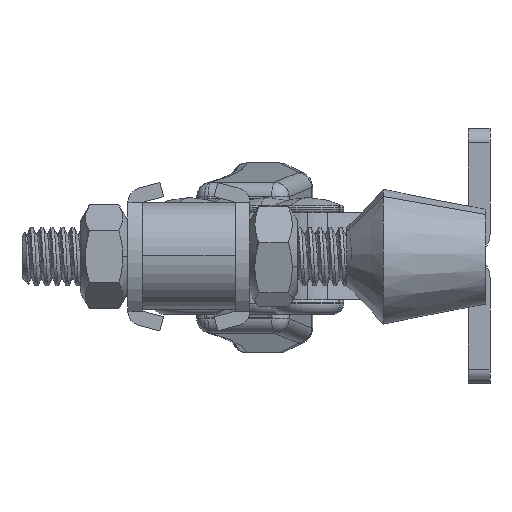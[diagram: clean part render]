
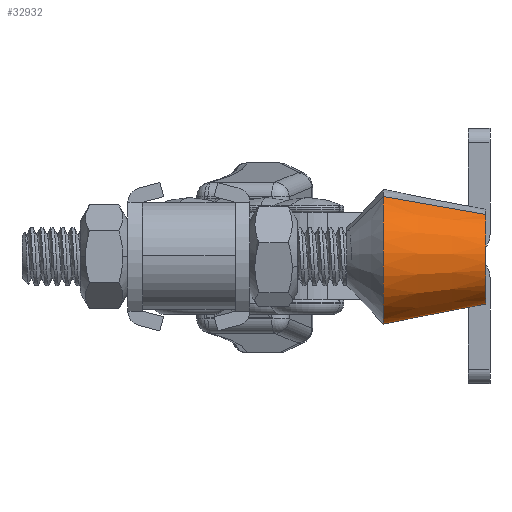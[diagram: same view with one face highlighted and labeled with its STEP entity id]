
A CAD part, left-side view. The second image highlights one B-rep face of the part: STEP entity #32932.
In plain terms, the highlighted conical face has half-angle 11.113 degrees and reference radius 9.25 mm.
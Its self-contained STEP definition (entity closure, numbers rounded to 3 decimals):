
#10740 = CARTESIAN_POINT ( 'NONE',  ( 0., 9.25, 5.5 ) ) ;
#10741 = DIRECTION ( 'NONE',  ( 0., 0.193, 0.981 ) ) ;
#10742 = VECTOR ( 'NONE', #10741, 1000. ) ;
#10743 = CARTESIAN_POINT ( 'NONE',  ( 0., 9.25, 5.5 ) ) ;
#10744 = LINE ( 'NONE', #10743, #10742 ) ;
#10746 = CARTESIAN_POINT ( 'NONE',  ( 0., 6.5, -8.5 ) ) ;
#10977 = CARTESIAN_POINT ( 'NONE',  ( 0., -6.5, -8.5 ) ) ;
#11227 = DIRECTION ( 'NONE',  ( 0., -0.193, 0.981 ) ) ;
#11228 = VECTOR ( 'NONE', #11227, 1000. ) ;
#11229 = CARTESIAN_POINT ( 'NONE',  ( 0., -9.25, 5.5 ) ) ;
#11230 = LINE ( 'NONE', #11229, #11228 ) ;
#11231 = CARTESIAN_POINT ( 'NONE',  ( 0., -9.25, 5.5 ) ) ;
#11728 = DIRECTION ( 'NONE',  ( 0., -1., 0. ) ) ;
#11730 = DIRECTION ( 'NONE',  ( 0., 0., 1. ) ) ;
#11733 = AXIS2_PLACEMENT_3D ( 'NONE', #11745, #11730, #11728 ) ;
#11735 = CIRCLE ( 'NONE', #11733, 6.5 ) ;
#11738 = DIRECTION ( 'NONE',  ( 0., -1., 0. ) ) ;
#11739 = DIRECTION ( 'NONE',  ( 0., 0., 1. ) ) ;
#11741 = CARTESIAN_POINT ( 'NONE',  ( 0., 0., 5.5 ) ) ;
#11742 = AXIS2_PLACEMENT_3D ( 'NONE', #11741, #11739, #11738 ) ;
#11745 = CARTESIAN_POINT ( 'NONE',  ( 0., 0., -8.5 ) ) ;
#11747 = CONICAL_SURFACE ( 'NONE', #11742, 9.25, 0.194 ) ;
#11748 = FACE_OUTER_BOUND ( 'NONE', #32933, .T. ) ;
#11749 = DIRECTION ( 'NONE',  ( 0., -1., 0. ) ) ;
#11750 = DIRECTION ( 'NONE',  ( 0., 0., 1. ) ) ;
#11752 = CARTESIAN_POINT ( 'NONE',  ( 0., 0., 5.5 ) ) ;
#11754 = AXIS2_PLACEMENT_3D ( 'NONE', #11752, #11750, #11749 ) ;
#11756 = CIRCLE ( 'NONE', #11754, 9.25 ) ;
#32647 = VERTEX_POINT ( 'NONE', #10746 ) ;
#32651 = EDGE_CURVE ( 'NONE', #32647, #32652, #10744, .T. ) ;
#32652 = VERTEX_POINT ( 'NONE', #10740 ) ;
#32697 = VERTEX_POINT ( 'NONE', #10977 ) ;
#32770 = VERTEX_POINT ( 'NONE', #11231 ) ;
#32773 = EDGE_CURVE ( 'NONE', #32697, #32770, #11230, .T. ) ;
#32931 = EDGE_CURVE ( 'NONE', #32652, #32770, #11756, .T. ) ;
#32932 = ADVANCED_FACE ( 'NONE', ( #11748 ), #11747, .T. ) ;
#32933 = EDGE_LOOP ( 'NONE', ( #32934, #32936, #33082, #33172 ) ) ;
#32934 = ORIENTED_EDGE ( 'NONE', *, *, #32651, .F. ) ;
#32936 = ORIENTED_EDGE ( 'NONE', *, *, #32938, .T. ) ;
#32938 = EDGE_CURVE ( 'NONE', #32647, #32697, #11735, .T. ) ;
#33082 = ORIENTED_EDGE ( 'NONE', *, *, #32773, .T. ) ;
#33172 = ORIENTED_EDGE ( 'NONE', *, *, #32931, .F. ) ;
